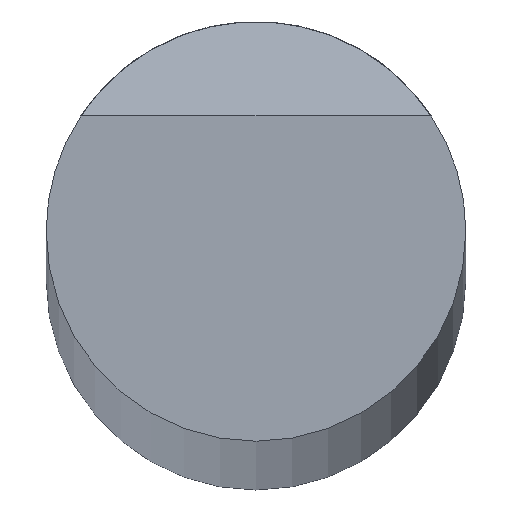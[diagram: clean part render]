
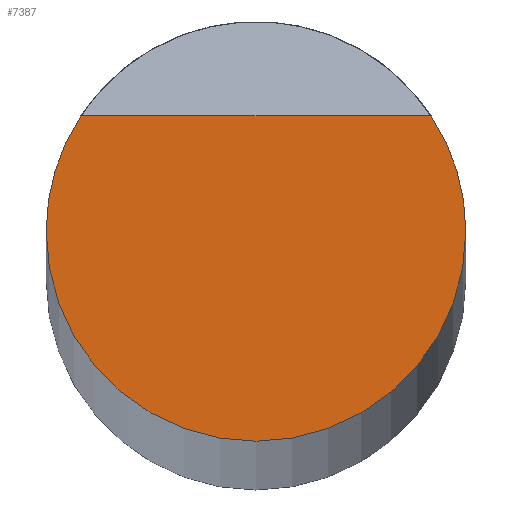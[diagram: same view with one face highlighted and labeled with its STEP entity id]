
A CAD part, top view. The second image highlights one B-rep face of the part: STEP entity #7387.
In plain terms, the highlighted planar face has unit normal (0, 0, 1).
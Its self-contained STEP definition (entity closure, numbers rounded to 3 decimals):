
#216 = AXIS2_PLACEMENT_3D ( 'NONE', #8488, #7132, #876 ) ;
#503 = CARTESIAN_POINT ( 'NONE',  ( -6.264, 4.125, 998.602 ) ) ;
#876 = DIRECTION ( 'NONE',  ( 1., 0., 0. ) ) ;
#1536 = EDGE_CURVE ( 'NONE', #8441, #10928, #14052, .T. ) ;
#1990 = FACE_OUTER_BOUND ( 'NONE', #10700, .T. ) ;
#1999 = CARTESIAN_POINT ( 'NONE',  ( 0., 0., 998.602 ) ) ;
#3006 = CARTESIAN_POINT ( 'NONE',  ( 0., 0., 998.602 ) ) ;
#4231 = VERTEX_POINT ( 'NONE', #14807 ) ;
#4612 = DIRECTION ( 'NONE',  ( 0., 0., 1. ) ) ;
#4805 = VECTOR ( 'NONE', #9562, 1000. ) ;
#6950 = EDGE_CURVE ( 'NONE', #12043, #10928, #13534, .T. ) ;
#7132 = DIRECTION ( 'NONE',  ( 0., 0., 1. ) ) ;
#7387 = ADVANCED_FACE ( 'NONE', ( #1990 ), #9755, .T. ) ;
#7508 = AXIS2_PLACEMENT_3D ( 'NONE', #3006, #8152, #13290 ) ;
#8117 = AXIS2_PLACEMENT_3D ( 'NONE', #1999, #4612, #12355 ) ;
#8152 = DIRECTION ( 'NONE',  ( 0., 0., 1. ) ) ;
#8441 = VERTEX_POINT ( 'NONE', #10797 ) ;
#8488 = CARTESIAN_POINT ( 'NONE',  ( 0., 0., 998.602 ) ) ;
#8920 = EDGE_CURVE ( 'NONE', #12043, #4231, #15103, .T. ) ;
#9213 = ORIENTED_EDGE ( 'NONE', *, *, #1536, .T. ) ;
#9430 = AXIS2_PLACEMENT_3D ( 'NONE', #12092, #10835, #15678 ) ;
#9562 = DIRECTION ( 'NONE',  ( 1., 0., 0. ) ) ;
#9755 = PLANE ( 'NONE',  #216 ) ;
#9857 = ORIENTED_EDGE ( 'NONE', *, *, #12716, .T. ) ;
#10205 = CIRCLE ( 'NONE', #7508, 7.5 ) ;
#10700 = EDGE_LOOP ( 'NONE', ( #14500, #9857, #9213, #13634 ) ) ;
#10797 = CARTESIAN_POINT ( 'NONE',  ( 7.5, 0., 998.602 ) ) ;
#10835 = DIRECTION ( 'NONE',  ( 0., 0., 1. ) ) ;
#10891 = CARTESIAN_POINT ( 'NONE',  ( 7.501, 4.125, 998.602 ) ) ;
#10928 = VERTEX_POINT ( 'NONE', #13161 ) ;
#12043 = VERTEX_POINT ( 'NONE', #503 ) ;
#12092 = CARTESIAN_POINT ( 'NONE',  ( 0., 0., 998.602 ) ) ;
#12355 = DIRECTION ( 'NONE',  ( 1., 0., 0. ) ) ;
#12716 = EDGE_CURVE ( 'NONE', #4231, #8441, #10205, .T. ) ;
#13161 = CARTESIAN_POINT ( 'NONE',  ( 6.264, 4.125, 998.602 ) ) ;
#13290 = DIRECTION ( 'NONE',  ( 1., 0., 0. ) ) ;
#13534 = LINE ( 'NONE', #10891, #4805 ) ;
#13634 = ORIENTED_EDGE ( 'NONE', *, *, #6950, .F. ) ;
#14052 = CIRCLE ( 'NONE', #8117, 7.5 ) ;
#14500 = ORIENTED_EDGE ( 'NONE', *, *, #8920, .T. ) ;
#14807 = CARTESIAN_POINT ( 'NONE',  ( -7.5, 0., 998.602 ) ) ;
#15103 = CIRCLE ( 'NONE', #9430, 7.5 ) ;
#15678 = DIRECTION ( 'NONE',  ( 1., 0., 0. ) ) ;
